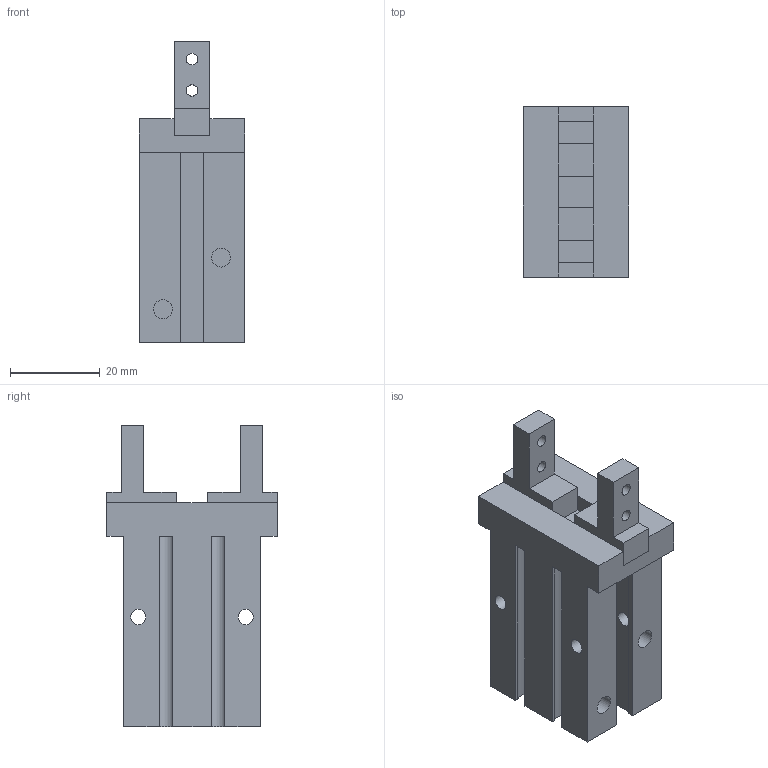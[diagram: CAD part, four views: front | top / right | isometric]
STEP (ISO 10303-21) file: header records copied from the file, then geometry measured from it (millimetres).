
FILE_DESCRIPTION(('STEP AP214'),'1');
FILE_NAME('CA.09.05.010.stp','2018-01-09T10:55:29',(' '),(' '),'Spatial InterOp 3D',' ',' ');
FILE_SCHEMA(('AUTOMOTIVE_DESIGN { 1 0 10303 214 1 1 1 1 }'));
Length unit declared in the file: millimetre
Products named in the file (3): MHZ2-16D.step_MHZ2-Body_16; MHZ2-16D.step_mhz2-prong_16
Assembly tree (3 placements, depth 2):
  (unnamed)
    MHZ2-16D.step_MHZ2-Body_16
    MHZ2-16D.step_mhz2-prong_16  x2
Bounding box: 23.6 x 38 x 67.3 mm (x, y, z)
Volume: 32507.6 mm3; surface area: 12802.3 mm2
Topology: 3 solids, 3 shells, 88 faces, 239 edges, 164 vertices
Faces by surface type: plane 69, cylinder 19
Full cylindrical faces by diameter (mm): 2.6 x4, 3.4 x8, 4.2 x2, 17 x1
Entity records: 2932 total; most frequent: CARTESIAN_POINT 392, DIRECTION 376, ORIENTED_EDGE 364, EDGE_CURVE 182, LINE 148, VECTOR 148, VERTEX_POINT 130, AXIS2_PLACEMENT_3D 114
